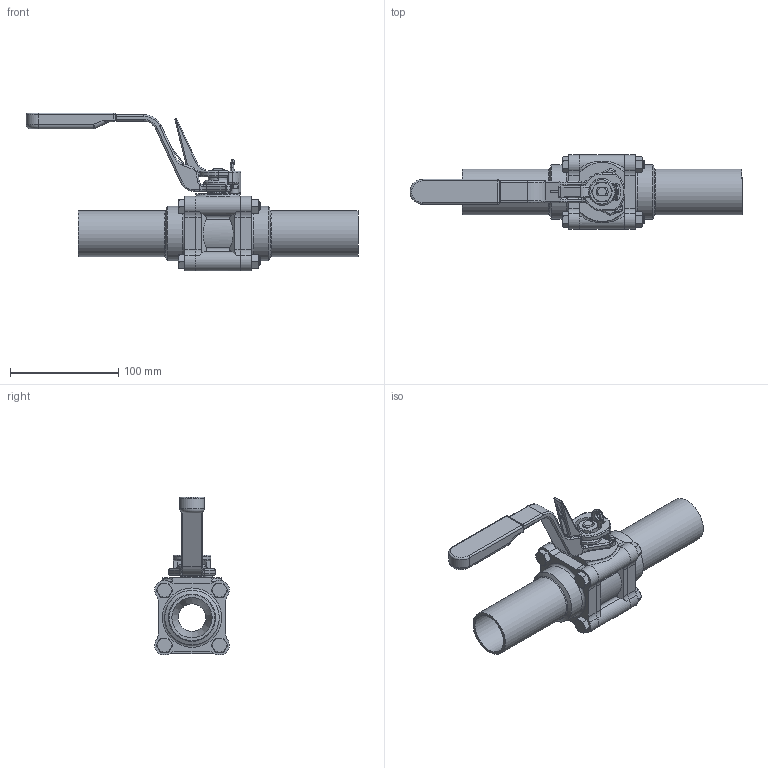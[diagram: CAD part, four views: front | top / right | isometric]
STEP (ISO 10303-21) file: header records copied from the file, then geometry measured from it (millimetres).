
FILE_DESCRIPTION(/* description */ (''),/* implementation_level */ '2;1');
FILE_NAME(/* name */ 'GA-A44-12-XBJ-LW.stp',/* time_stamp */ '2020-07-24T17:57:57+05:00',/* author */ ('10157457'),/* organization */ (''),/* preprocessor_version */ 'ST-DEVELOPER v16.1',/* originating_system */ 'Autodesk Inventor 2016',/* authorisation */ '');
FILE_SCHEMA (('AUTOMOTIVE_DESIGN { 1 0 10303 214 3 1 1 }'));
Length unit declared in the file: inch
Products named in the file (1): GA-A44-12-XBJ-LW
Bounding box: 306.79 x 68.93 x 145.96 mm (x, y, z)
Volume: 388910 mm3; surface area: 107963.1 mm2
Topology: 1 solids, 4 shells, 721 faces, 1802 edges, 1092 vertices
Faces by surface type: plane 271, cylinder 226, cone 111, torus 68, bspline 34, sphere 11
Full cylindrical faces by diameter (mm): 0.8 x2, 4.06 x2, 6 x3, 7 x1, 8 x12, 8.5 x1, 20.6 x1, 24 x1, 25.465 x1, 37.325 x2, 42.325 x2, 50.475 x2, 59.875 x2
Entity records: 23146 total; most frequent: CARTESIAN_POINT 5911, DIRECTION 3459, ORIENTED_EDGE 3456, EDGE_CURVE 1726, AXIS2_PLACEMENT_3D 1359, VERTEX_POINT 1083, EDGE_LOOP 825, LINE 741
